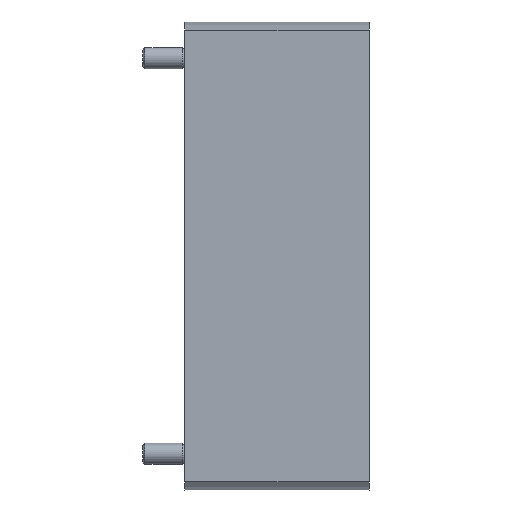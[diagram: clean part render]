
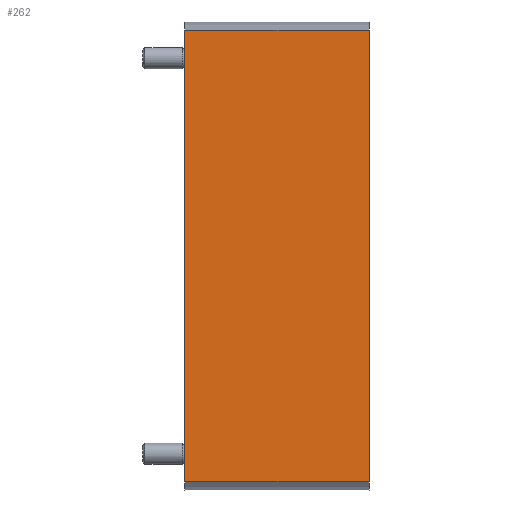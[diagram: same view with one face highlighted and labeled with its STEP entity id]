
A CAD part, left-side view. The second image highlights one B-rep face of the part: STEP entity #262.
In plain terms, the highlighted planar face has unit normal (-1, 0, 0).
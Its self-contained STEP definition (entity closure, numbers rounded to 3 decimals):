
#54=ORIENTED_EDGE('',*,*,#110,.T.);
#55=ORIENTED_EDGE('',*,*,#111,.F.);
#56=ORIENTED_EDGE('',*,*,#112,.F.);
#57=ORIENTED_EDGE('',*,*,#113,.T.);
#110=EDGE_CURVE('',#138,#139,#162,.T.);
#111=EDGE_CURVE('',#140,#139,#163,.T.);
#112=EDGE_CURVE('',#141,#140,#164,.T.);
#113=EDGE_CURVE('',#141,#138,#165,.T.);
#138=VERTEX_POINT('',#436);
#139=VERTEX_POINT('',#437);
#140=VERTEX_POINT('',#439);
#141=VERTEX_POINT('',#441);
#162=LINE('',#435,#170);
#163=LINE('',#438,#171);
#164=LINE('',#440,#172);
#165=LINE('',#442,#173);
#170=VECTOR('',#343,1000.);
#171=VECTOR('',#344,1000.);
#172=VECTOR('',#345,1000.);
#173=VECTOR('',#346,1000.);
#178=EDGE_LOOP('',(#54,#55,#56,#57));
#216=FACE_BOUND('',#178,.T.);
#254=PLANE('',#297);
#262=ADVANCED_FACE('',(#216),#254,.F.);
#297=AXIS2_PLACEMENT_3D('',#434,#341,#342);
#341=DIRECTION('',(1.,0.,0.));
#342=DIRECTION('',(0.,0.,-1.));
#343=DIRECTION('',(0.,0.,1.));
#344=DIRECTION('',(0.,-1.,0.));
#345=DIRECTION('',(0.,0.,1.));
#346=DIRECTION('',(0.,-1.,0.));
#434=CARTESIAN_POINT('',(-4.95,22.,-26.9));
#435=CARTESIAN_POINT('',(-4.95,0.,-26.9));
#436=CARTESIAN_POINT('',(-4.95,0.,-26.9));
#437=CARTESIAN_POINT('',(-4.95,0.,26.9));
#438=CARTESIAN_POINT('',(-4.95,22.,26.9));
#439=CARTESIAN_POINT('',(-4.95,22.,26.9));
#440=CARTESIAN_POINT('',(-4.95,22.,-26.9));
#441=CARTESIAN_POINT('',(-4.95,22.,-26.9));
#442=CARTESIAN_POINT('',(-4.95,22.,-26.9));
